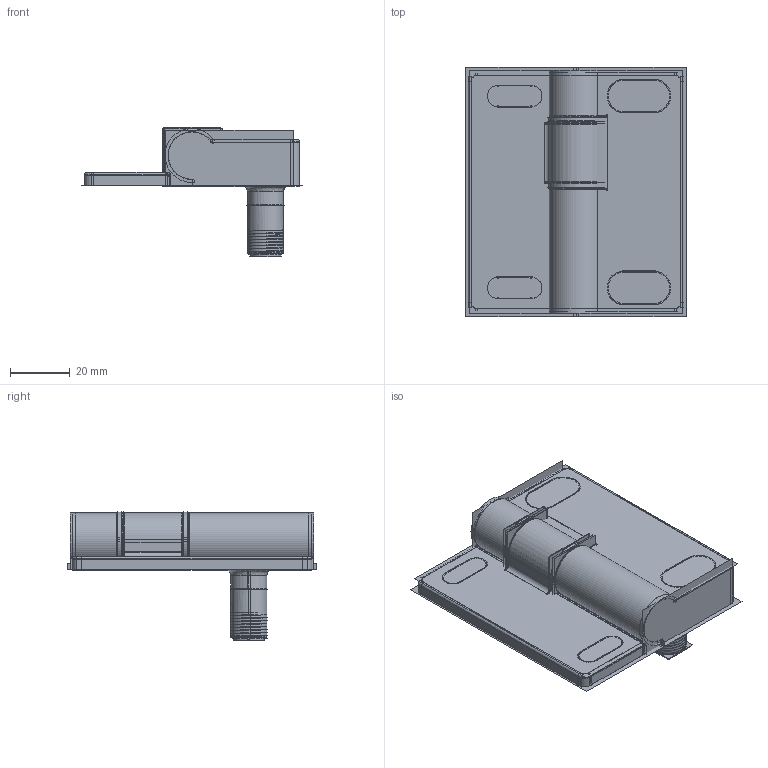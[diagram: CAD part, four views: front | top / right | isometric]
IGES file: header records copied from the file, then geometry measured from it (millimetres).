
Start section:  PTC IGES file: 192569.igs
Global section: file name: 192569.igs; native system: Creo Parametric by Parametric Technology Corporation; preprocessor: 2013230; author: pdmadmin; organization: Unknown; date: 20160120.175248; units: millimetre
Bounding box: 73.44 x 83.2 x 43.16 mm (x, y, z)
Volume: 62104.7 mm3; surface area: 106953 mm2
Topology: 6 solids, 6 shells, 370 faces, 1844 edges, 2349 vertices
Faces by surface type: revolution 240, bspline 130
